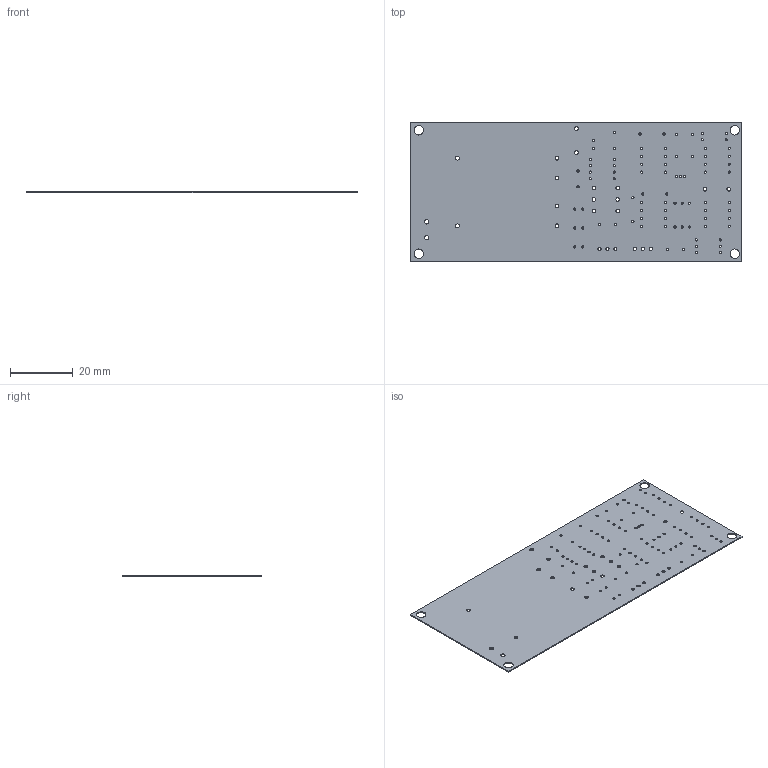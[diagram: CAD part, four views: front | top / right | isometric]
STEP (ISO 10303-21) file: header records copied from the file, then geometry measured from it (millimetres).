
FILE_DESCRIPTION(('Open CASCADE Model'),'2;1');
FILE_NAME('Open CASCADE Shape Model','2017-12-10T18:20:51',('Author'),( 'Open CASCADE'),'Open CASCADE STEP processor 6.8','Open CASCADE 6.8' ,'Unknown');
FILE_SCHEMA(('AUTOMOTIVE_DESIGN_CC2 { 1 2 10303 214 -1 1 5 4 }'));
Length unit declared in the file: millimetre
Products named in the file (2): PCB; Board
Assembly tree (1 placements, depth 2):
  PCB
    Board
Bounding box: 105.41 x 44.45 x 0.35 mm (x, y, z)
Volume: 1588 mm3; surface area: 9406.8 mm2
Topology: 1 solids, 1 shells, 119 faces, 351 edges, 234 vertices
Faces by surface type: cylinder 113, plane 6
Full cylindrical faces by diameter (mm): 0.711 x82, 0.8 x3, 1 x6, 1.194 x16, 1.397 x2, 3.023 x4
Entity records: 9165 total; most frequent: DIRECTION 1521, CARTESIAN_POINT 1408, ORIENTED_EDGE 702, PCURVE 702, DEFINITIONAL_REPRESENTATION 702, LINE 601, VECTOR 601, CIRCLE 452
